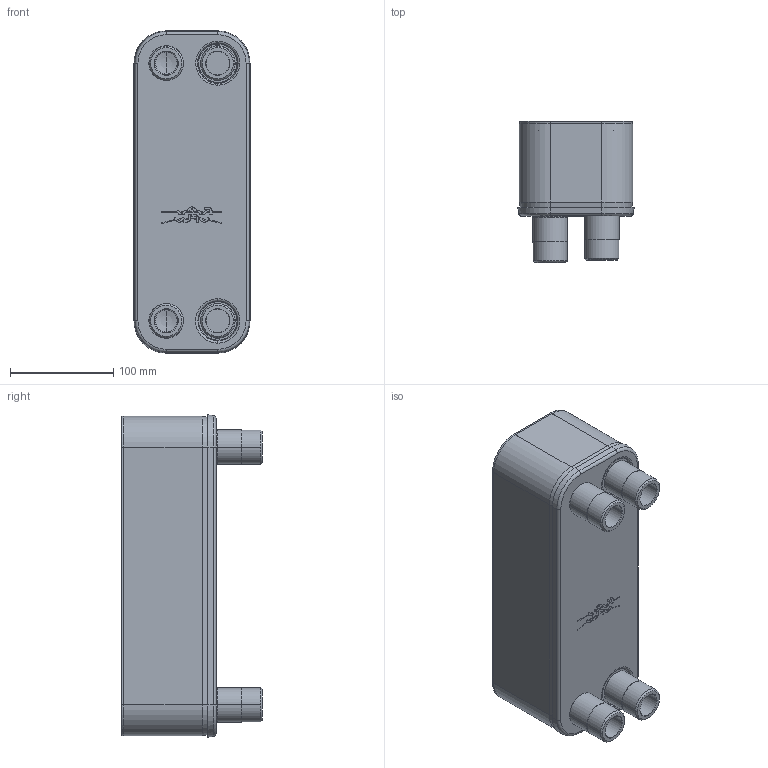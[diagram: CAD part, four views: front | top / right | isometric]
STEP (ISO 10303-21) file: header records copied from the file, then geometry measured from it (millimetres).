
FILE_DESCRIPTION((''),'2;1');
FILE_NAME('CB30_34H_3287083387_ASM','2012-04-16T',('CNSHLGO'),(''),'PRO/ENGINEER BY PARAMETRIC TECHNOLOGY CORPORATION, 2007390','PRO/ENGINEER BY PARAMETRIC TECHNOLOGY CORPORATION, 2007390','');
FILE_SCHEMA(('CONFIG_CONTROL_DESIGN'));
Length unit declared in the file: millimetre
Products named in the file (5): CB30-34H_CH_BLOCK; CB30_FP_S1S2S3S4_25; CB30_PP; V22_ISO_228-1; CB30_34H_3287083387_ASM
Assembly tree (7 placements, depth 2):
  CB30_34H_3287083387_ASM
    CB30-34H_CH_BLOCK
    CB30_FP_S1S2S3S4_25
    CB30_PP
    V22_ISO_228-1  x4
Bounding box: 112.55 x 136.59 x 312.79 mm (x, y, z)
Volume: 2582919.9 mm3; surface area: 360345.6 mm2
Topology: 7 solids, 9 shells, 1728 faces, 4802 edges, 3122 vertices
Faces by surface type: plane 1352, cylinder 168, torus 104, cone 88, sphere 16
Entity records: 52613 total; most frequent: CARTESIAN_POINT 9365, ORIENTED_EDGE 9272, DIRECTION 8528, EDGE_CURVE 4636, VECTOR 4058, LINE 4058, VERTEX_POINT 3032, AXIS2_PLACEMENT_3D 2235
